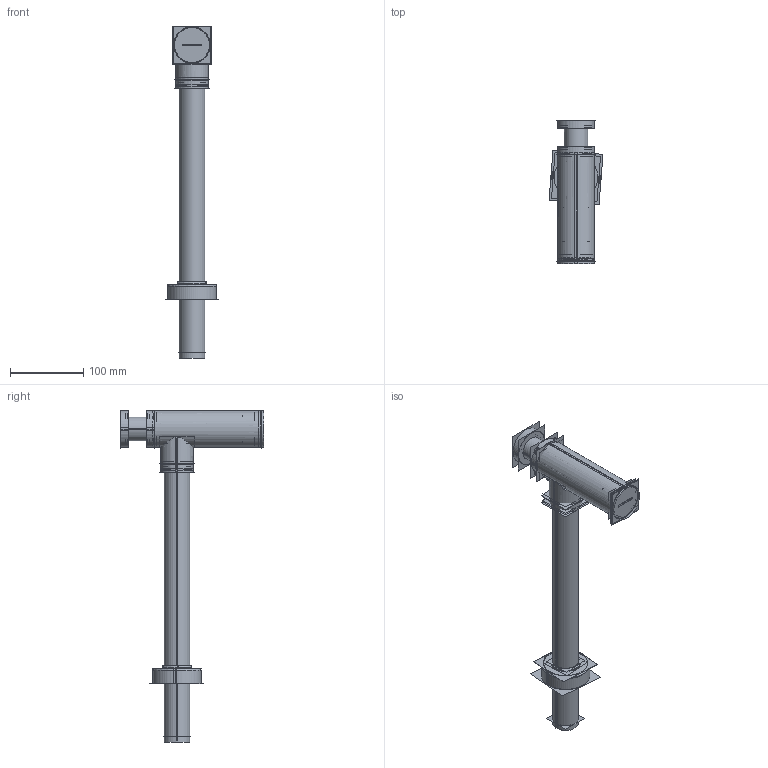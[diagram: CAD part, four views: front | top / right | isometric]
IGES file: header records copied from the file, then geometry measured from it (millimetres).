
Start section:  PTC IGES file: PRO0402C+.igs
Global section: file name: PRO0402C+.igs; native system: Pro/ENGINEER by Parametric Technology Corporation; preprocessor: 2009360; author: user152; organization: Unknown; date: 20200311.095222; units: millimetre
Bounding box: 73.82 x 195.64 x 454.02 mm (x, y, z)
Volume: 167275.8 mm3; surface area: 1030915.4 mm2
Topology: 14 solids, 14 shells, 372 faces, 1892 edges, 2464 vertices
Faces by surface type: revolution 280, bspline 92
